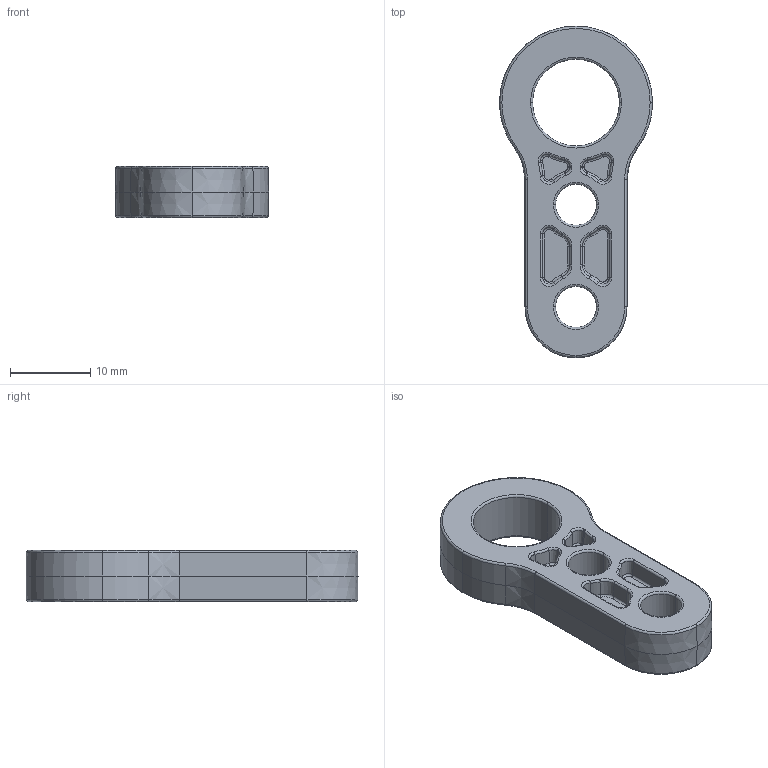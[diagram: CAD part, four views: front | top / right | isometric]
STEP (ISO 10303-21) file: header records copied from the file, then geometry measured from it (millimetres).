
FILE_DESCRIPTION (( 'STEP AP203' ), '1' );
FILE_NAME ('am-5014 RoBits Single End Bushing Carrier.STEP', '2023-03-28T12:59:48', ( '' ), ( '' ), 'SwSTEP 2.0', 'SolidWorks 2022', '' );
FILE_SCHEMA (( 'CONFIG_CONTROL_DESIGN' ));
Length unit declared in the file: inch
Products named in the file (1): am-5014 RoBits Single End Bushing Carrier
Bounding box: 19.05 x 41.27 x 6.35 mm (x, y, z)
Volume: 2427.3 mm3; surface area: 2123.8 mm2
Topology: 1 solids, 1 shells, 262 faces, 586 edges, 334 vertices
Faces by surface type: torus 134, cone 68, cylinder 34, plane 26
Entity records: 7419 total; most frequent: DIRECTION 1550, CARTESIAN_POINT 1183, ORIENTED_EDGE 1172, AXIS2_PLACEMENT_3D 701, EDGE_CURVE 586, CIRCLE 438, VERTEX_POINT 334, EDGE_LOOP 276
